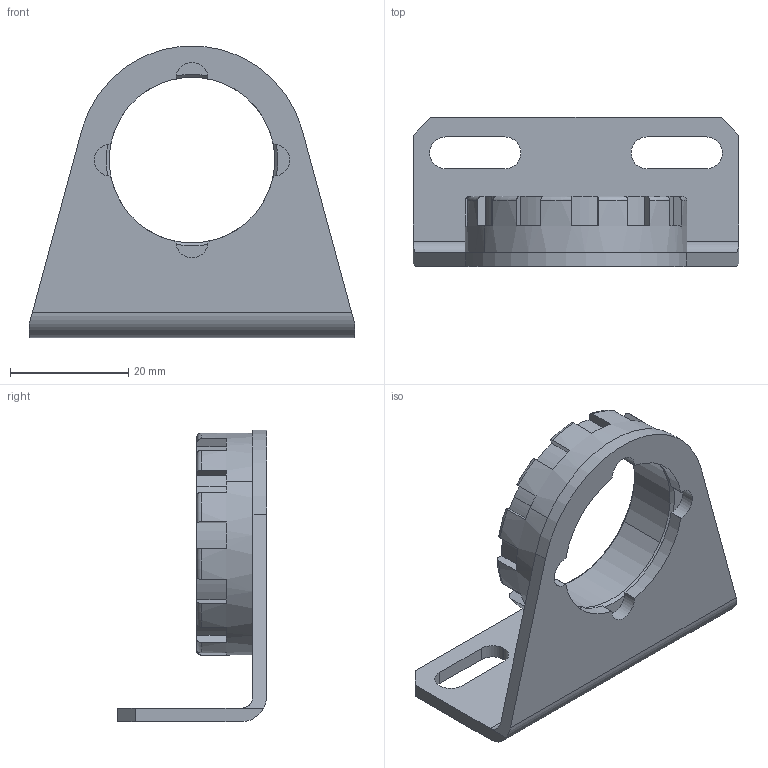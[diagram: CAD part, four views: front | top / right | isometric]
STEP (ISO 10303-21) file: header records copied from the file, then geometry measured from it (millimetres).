
FILE_DESCRIPTION (( 'STEP AP214' ), '1' );
FILE_NAME ('ARP20P-270AS.STEP', '2018-05-24T08:03:49', ( 'SONIC' ), ( 'UNITCOM PC' ), 'SwSTEP 2.0', 'SolidWorks 2015', '' );
FILE_SCHEMA (( 'AUTOMOTIVE_DESIGN' ));
Length unit declared in the file: millimetre
Products named in the file (3): ARP20P-270AS; ARP20P-260S_20; ARP20P-270S_20
Assembly tree (2 placements, depth 2):
  ARP20P-270AS
    ARP20P-270S_20
    ARP20P-260S_20
Bounding box: 55 x 25.2 x 49.23 mm (x, y, z)
Volume: 9710.3 mm3; surface area: 8726.5 mm2
Topology: 2 solids, 2 shells, 112 faces, 318 edges, 210 vertices
Faces by surface type: plane 61, cylinder 35, torus 12, cone 4
Entity records: 3912 total; most frequent: CARTESIAN_POINT 829, ORIENTED_EDGE 636, DIRECTION 632, EDGE_CURVE 318, AXIS2_PLACEMENT_3D 225, VERTEX_POINT 210, VECTOR 182, LINE 182
